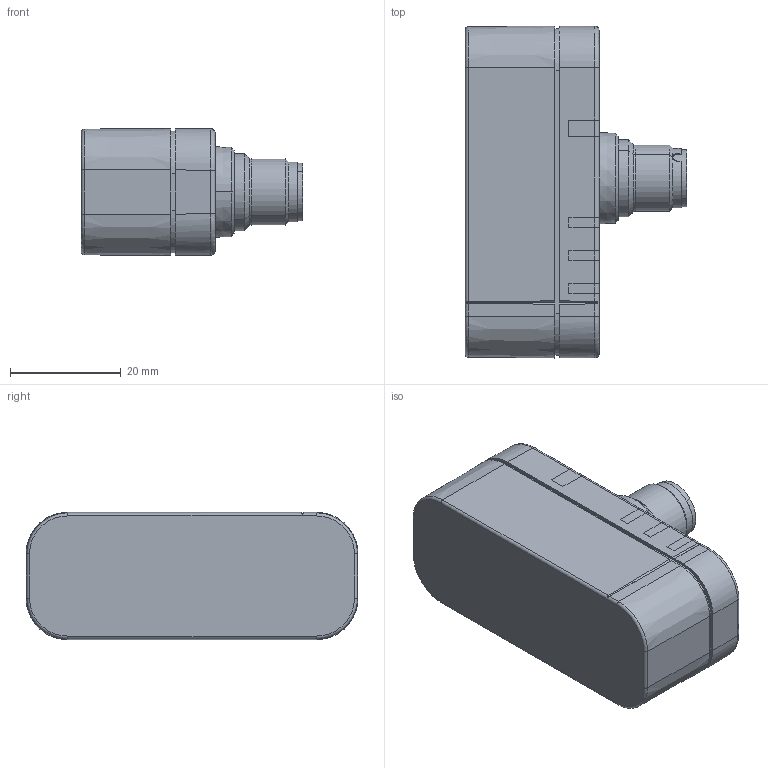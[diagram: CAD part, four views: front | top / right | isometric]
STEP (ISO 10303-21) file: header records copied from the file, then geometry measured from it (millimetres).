
FILE_DESCRIPTION((''),'2;1');
FILE_NAME('CAD-1935B_SW0001','2020-03-16T07:10:22',('creinig-se'),(''),'CREO PARAMETRIC BY PTC INC, 2019292','CREO PARAMETRIC BY PTC INC, 2019292','');
FILE_SCHEMA(('CONFIG_CONTROL_DESIGN','SHAPE_APPEARANCE_LAYERS_GROUPS'));
Length unit declared in the file: millimetre
Products named in the file (1): CAD-1935B_SW0001
Bounding box: 40 x 60 x 23 mm (x, y, z)
Volume: 33475.2 mm3; surface area: 8049.4 mm2
Topology: 1 solids, 1 shells, 197 faces, 522 edges, 333 vertices
Faces by surface type: cylinder 79, plane 67, cone 27, torus 14, sphere 10
Entity records: 8666 total; most frequent: CARTESIAN_POINT 1331, DIRECTION 1113, ORIENTED_EDGE 1018, EDGE_CURVE 509, AXIS2_PLACEMENT_3D 435, FILL_AREA_STYLE_COLOUR 370, FILL_AREA_STYLE 370, SURFACE_STYLE_FILL_AREA 370
